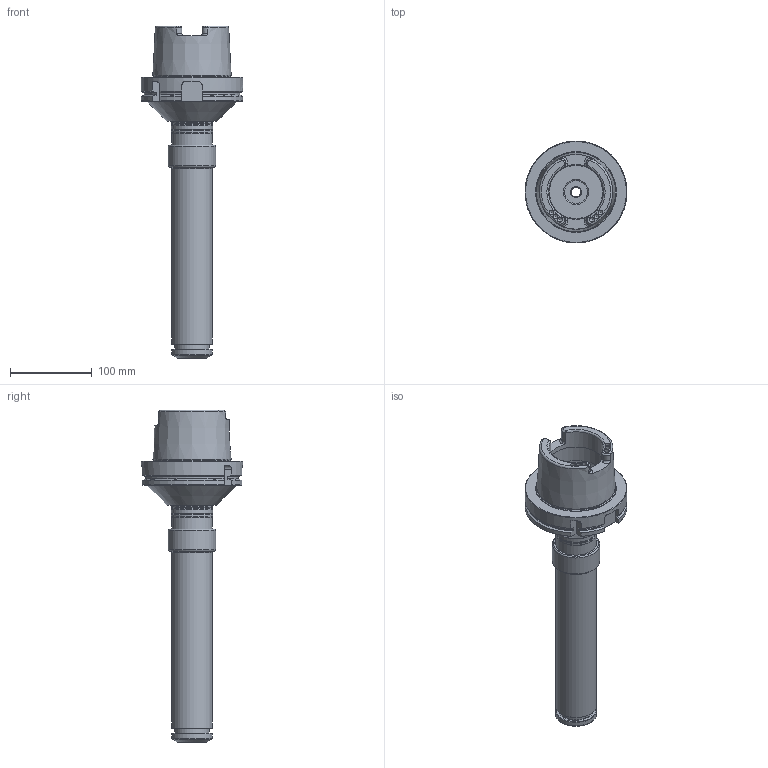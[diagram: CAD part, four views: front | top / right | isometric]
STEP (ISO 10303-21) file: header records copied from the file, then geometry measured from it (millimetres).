
FILE_DESCRIPTION(/* description */ (''),/* implementation_level */ '2;1');
FILE_NAME(/* name */ '889578180.stp',/* time_stamp */ '2023-03-15T12:31:29',/* author */ ('Ratnasingam Jekanthan'),/* organization */ ('REGO-FIX'),/* preprocessor_version */ ' Unknown',/* originating_system */ 'SIEMENS PLM Software Solid Edge ST10',/* authorization */ 'Unknown');
FILE_SCHEMA (('AUTOMOTIVE_DESIGN { 1 0 10303 214 2 1 1}'));
Length unit declared in the file: millimetre
Products named in the file (1): NOCUT
Bounding box: 125 x 125 x 407 mm (x, y, z)
Volume: 1051443.6 mm3; surface area: 156539.3 mm2
Topology: 1 solids, 4 shells, 216 faces, 518 edges, 323 vertices
Faces by surface type: cylinder 61, plane 55, cone 54, torus 46
Full cylindrical faces by diameter (mm): 6 x6, 8.9 x1, 10 x1, 12 x1, 14 x2, 28.376 x1, 30.5 x1, 31 x1, 31.6 x1, 33 x2, 42 x2, 50 x6, 50.5 x4, 52.6 x1, 53 x1, 53.376 x1, 55 x1, 58 x1, 67 x2, 80 x1, 95.509 x1, 109.4 x1, 125 x1
Entity records: 7099 total; most frequent: CARTESIAN_POINT 1203, DIRECTION 940, ORIENTED_EDGE 728, AXIS2_PLACEMENT_3D 425, EDGE_CURVE 364, FACE_BOUND 357, EDGE_LOOP 351, VERTEX_POINT 289
